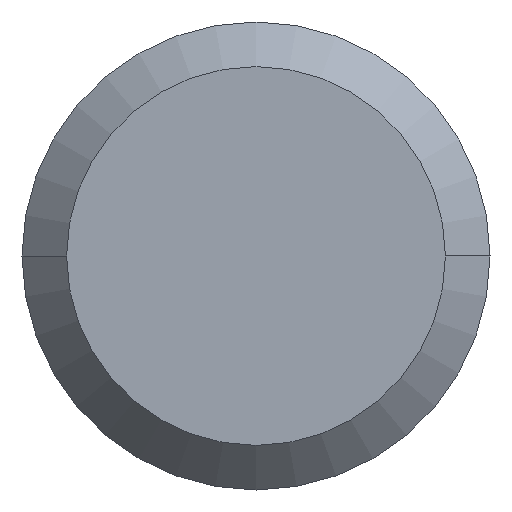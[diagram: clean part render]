
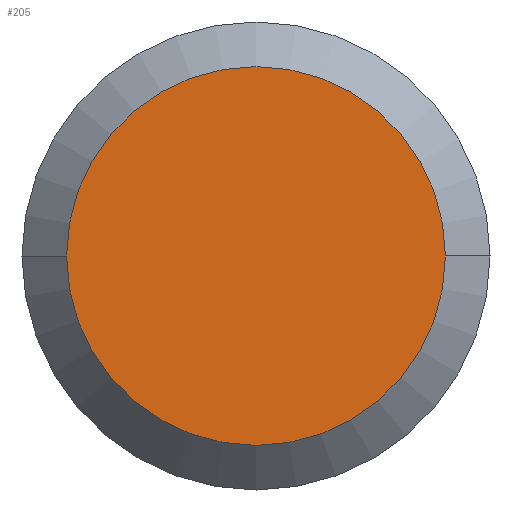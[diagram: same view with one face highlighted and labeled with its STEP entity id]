
A CAD part, left-side view. The second image highlights one B-rep face of the part: STEP entity #205.
In plain terms, the highlighted planar face has unit normal (-1, 0, 0).
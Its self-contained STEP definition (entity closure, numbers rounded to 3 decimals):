
#31 = CIRCLE ( 'NONE', #51, 3.238 ) ;
#36 = CARTESIAN_POINT ( 'NONE',  ( 0., 0., 0. ) ) ;
#37 = VERTEX_POINT ( 'NONE', #110 ) ;
#40 = ORIENTED_EDGE ( 'NONE', *, *, #252, .F. ) ;
#51 = AXIS2_PLACEMENT_3D ( 'NONE', #411, #181, #220 ) ;
#91 = CARTESIAN_POINT ( 'NONE',  ( 0., 3.238, 0. ) ) ;
#99 = AXIS2_PLACEMENT_3D ( 'NONE', #182, #217, #387 ) ;
#110 = CARTESIAN_POINT ( 'NONE',  ( 0., -3.238, 0. ) ) ;
#112 = FACE_OUTER_BOUND ( 'NONE', #249, .T. ) ;
#181 = DIRECTION ( 'NONE',  ( 1., 0., 0. ) ) ;
#182 = CARTESIAN_POINT ( 'NONE',  ( 0., 0., 0. ) ) ;
#186 = VERTEX_POINT ( 'NONE', #91 ) ;
#205 = ADVANCED_FACE ( 'NONE', ( #112 ), #216, .T. ) ;
#216 = PLANE ( 'NONE',  #99 ) ;
#217 = DIRECTION ( 'NONE',  ( -1., 0., 0. ) ) ;
#220 = DIRECTION ( 'NONE',  ( 0., 1., 0. ) ) ;
#226 = EDGE_CURVE ( 'NONE', #186, #37, #31, .T. ) ;
#249 = EDGE_LOOP ( 'NONE', ( #376, #40 ) ) ;
#252 = EDGE_CURVE ( 'NONE', #37, #186, #289, .T. ) ;
#289 = CIRCLE ( 'NONE', #363, 3.238 ) ;
#295 = DIRECTION ( 'NONE',  ( 0., 1., 0. ) ) ;
#354 = DIRECTION ( 'NONE',  ( 1., 0., 0. ) ) ;
#363 = AXIS2_PLACEMENT_3D ( 'NONE', #36, #354, #295 ) ;
#376 = ORIENTED_EDGE ( 'NONE', *, *, #226, .F. ) ;
#387 = DIRECTION ( 'NONE',  ( 0., -1., 0. ) ) ;
#411 = CARTESIAN_POINT ( 'NONE',  ( 0., 0., 0. ) ) ;
